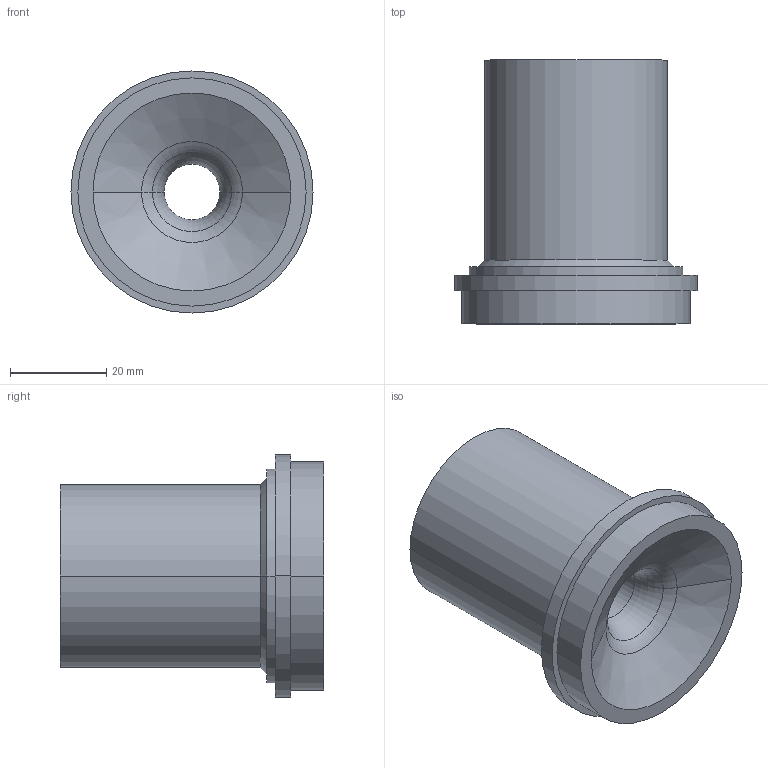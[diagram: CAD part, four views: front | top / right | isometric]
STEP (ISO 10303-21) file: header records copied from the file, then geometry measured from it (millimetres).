
FILE_DESCRIPTION(('CATIA V5 STEP Exchange','CAx-IF Rec.Pracs.--- Model Styling and Organization---1.4--- 2014-01-23','CAx-IF Rec.Pracs.---3D Tessellated Data Validation Properties---0.5---2014-09-14'),'2;1');
FILE_NAME('Copy (1) of Nozzle.stp','2025-08-17T06:58:02+00:00',('none'),('none'),'CATIA Version 5-6 Release 2019 SP6','CATIA V5 STEP AP242 v1','none');
FILE_SCHEMA(('AP242_MANAGED_MODEL_BASED_3D_ENGINEERING_MIM_LF {1 0 10303 442 1 1 4}'));
Length unit declared in the file: millimetre
Products named in the file (1): Copy (1) of Nozzle
Bounding box: 50.42 x 54.94 x 50.42 mm (x, y, z)
Volume: 49435.4 mm3; surface area: 13086 mm2
Topology: 1 solids, 1 shells, 25 faces, 50 edges, 30 vertices
Faces by surface type: cylinder 10, cone 6, plane 5, torus 4
Entity records: 594 total; most frequent: ORIENTED_EDGE 100, CARTESIAN_POINT 95, DIRECTION 78, EDGE_CURVE 50, AXIS2_PLACEMENT_3D 49, CIRCLE 34, EDGE_LOOP 30, VERTEX_POINT 30
